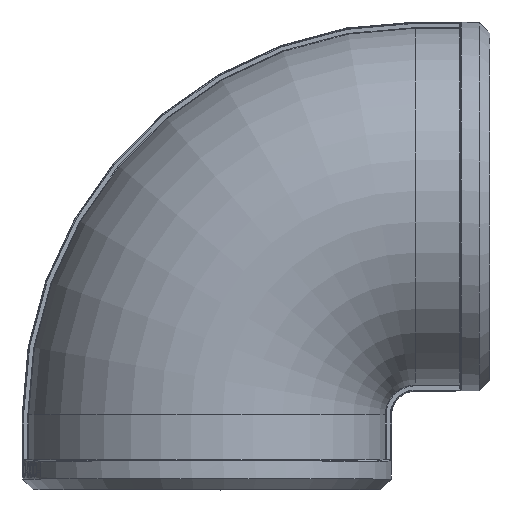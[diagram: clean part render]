
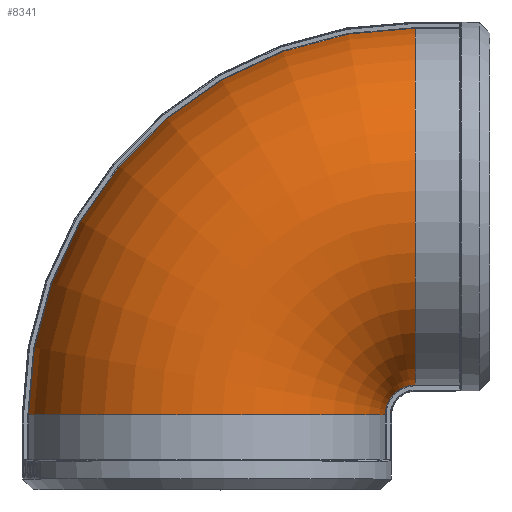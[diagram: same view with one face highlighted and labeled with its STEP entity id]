
A CAD part, top view. The second image highlights one B-rep face of the part: STEP entity #8341.
In plain terms, the highlighted toroidal (fillet/blend) face has major radius 71 mm and minor radius 61 mm.
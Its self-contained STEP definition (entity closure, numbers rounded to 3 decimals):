
#611 = EDGE_CURVE ( 'NONE', #23495, #23430, #23567, .T. ) ;
#641 = EDGE_CURVE ( 'NONE', #23433, #23469, #23595, .T. ) ;
#686 = EDGE_CURVE ( 'NONE', #23433, #23430, #23772, .T. ) ;
#1233 = DIRECTION ( 'NONE',  ( 1., 0., 0. ) ) ;
#1243 = DIRECTION ( 'NONE',  ( 0., 0.997, 0.082 ) ) ;
#1272 = CARTESIAN_POINT ( 'NONE',  ( 71., 0., 0. ) ) ;
#3987 = DIRECTION ( 'NONE',  ( 0., 0., 1. ) ) ;
#3989 = DIRECTION ( 'NONE',  ( -0.707, 0.707, 0. ) ) ;
#4002 = CARTESIAN_POINT ( 'NONE',  ( 71., -71., 5.274 ) ) ;
#4029 = DIRECTION ( 'NONE',  ( -0.997, 0., 0.082 ) ) ;
#4063 = CARTESIAN_POINT ( 'NONE',  ( 0., -71., 0. ) ) ;
#4065 = DIRECTION ( 'NONE',  ( 0., 1., 0. ) ) ;
#6385 = EDGE_LOOP ( 'NONE', ( #23133, #23138, #23144, #23154 ) ) ;
#8273 = EDGE_CURVE ( 'NONE', #23469, #23495, #18203, .T. ) ;
#8341 = ADVANCED_FACE ( 'NONE', ( #12122 ), #18374, .T. ) ;
#9219 = CARTESIAN_POINT ( 'NONE',  ( 60.772, -71., 5.274 ) ) ;
#9231 = CARTESIAN_POINT ( 'NONE',  ( -60.772, -71., 5.274 ) ) ;
#9233 = CARTESIAN_POINT ( 'NONE',  ( 71., 60.772, 5.274 ) ) ;
#9272 = CARTESIAN_POINT ( 'NONE',  ( 71., -60.772, 5.274 ) ) ;
#12101 = CARTESIAN_POINT ( 'NONE',  ( 71., -71., 0. ) ) ;
#12102 = DIRECTION ( 'NONE',  ( 0., 0., -1. ) ) ;
#12122 = FACE_OUTER_BOUND ( 'NONE', #6385, .T. ) ;
#12148 = DIRECTION ( 'NONE',  ( 0., 1., 0. ) ) ;
#18203 = CIRCLE ( 'NONE', #18226, 61. ) ;
#18226 = AXIS2_PLACEMENT_3D ( 'NONE', #1272, #1233, #1243 ) ;
#18374 = TOROIDAL_SURFACE ( 'NONE', #18377, 71., 61. ) ;
#18377 = AXIS2_PLACEMENT_3D ( 'NONE', #12101, #12102, #12148 ) ;
#23133 = ORIENTED_EDGE ( 'NONE', *, *, #641, .F. ) ;
#23138 = ORIENTED_EDGE ( 'NONE', *, *, #686, .T. ) ;
#23144 = ORIENTED_EDGE ( 'NONE', *, *, #611, .F. ) ;
#23154 = ORIENTED_EDGE ( 'NONE', *, *, #8273, .F. ) ;
#23430 = VERTEX_POINT ( 'NONE', #9219 ) ;
#23433 = VERTEX_POINT ( 'NONE', #9231 ) ;
#23469 = VERTEX_POINT ( 'NONE', #9233 ) ;
#23495 = VERTEX_POINT ( 'NONE', #9272 ) ;
#23567 = CIRCLE ( 'NONE', #23655, 10.228 ) ;
#23595 = CIRCLE ( 'NONE', #23599, 131.772 ) ;
#23599 = AXIS2_PLACEMENT_3D ( 'NONE', #34436, #34430, #34437 ) ;
#23655 = AXIS2_PLACEMENT_3D ( 'NONE', #4002, #3987, #3989 ) ;
#23746 = AXIS2_PLACEMENT_3D ( 'NONE', #4063, #4065, #4029 ) ;
#23772 = CIRCLE ( 'NONE', #23746, 61. ) ;
#34430 = DIRECTION ( 'NONE',  ( 0., 0., -1. ) ) ;
#34436 = CARTESIAN_POINT ( 'NONE',  ( 71., -71., 5.274 ) ) ;
#34437 = DIRECTION ( 'NONE',  ( -0.707, 0.707, 0. ) ) ;
